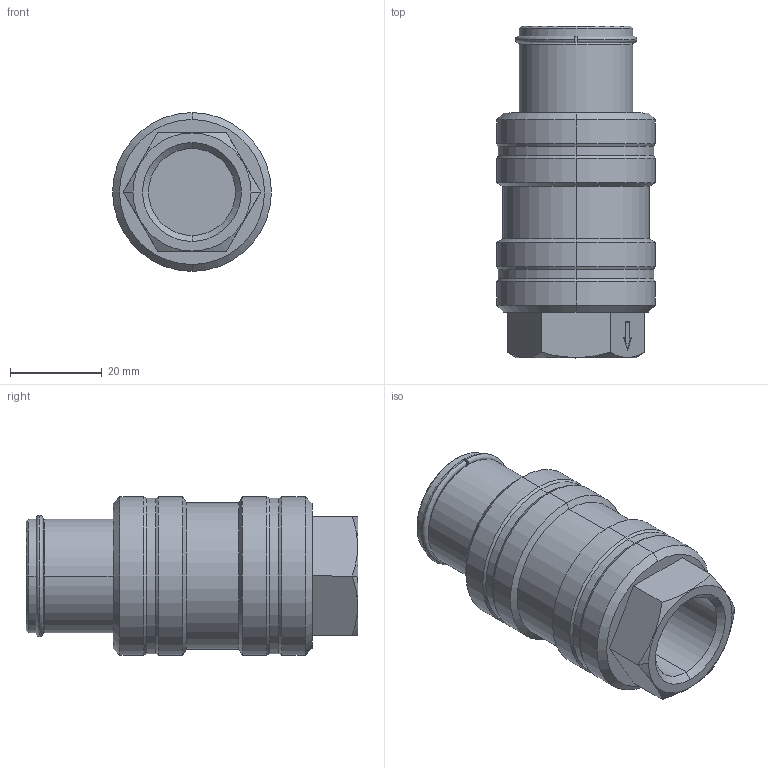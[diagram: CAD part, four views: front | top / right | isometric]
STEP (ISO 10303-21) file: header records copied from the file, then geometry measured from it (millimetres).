
FILE_DESCRIPTION (( 'STEP AP203' ), '1' );
FILE_NAME ('04160004-B.STEP', '2011-05-06T06:47:35', ( '' ), ( 'sopra-pneumatic' ), 'SwSTEP 2.0', 'SolidWorks 2009', '' );
FILE_SCHEMA (( 'CONFIG_CONTROL_DESIGN' ));
Length unit declared in the file: millimetre
Products named in the file (1): 04160004-B
Bounding box: 34.7 x 72.5 x 34.7 mm (x, y, z)
Volume: 40826.7 mm3; surface area: 11969.4 mm2
Topology: 2 solids, 2 shells, 83 faces, 176 edges, 104 vertices
Faces by surface type: plane 31, cone 26, cylinder 24, torus 2
Entity records: 2365 total; most frequent: CARTESIAN_POINT 482, DIRECTION 396, ORIENTED_EDGE 352, EDGE_CURVE 176, AXIS2_PLACEMENT_3D 146, VERTEX_POINT 104, LINE 104, VECTOR 104
